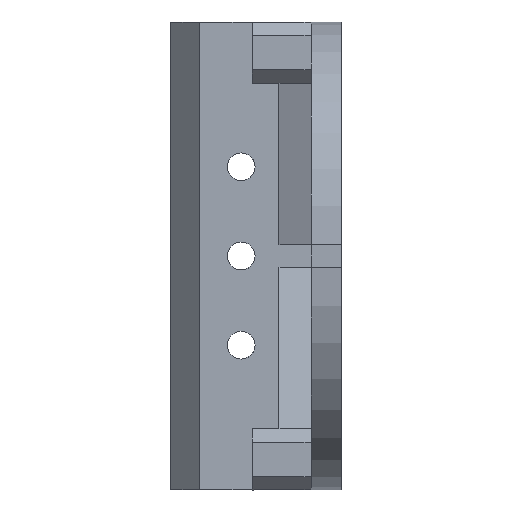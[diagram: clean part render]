
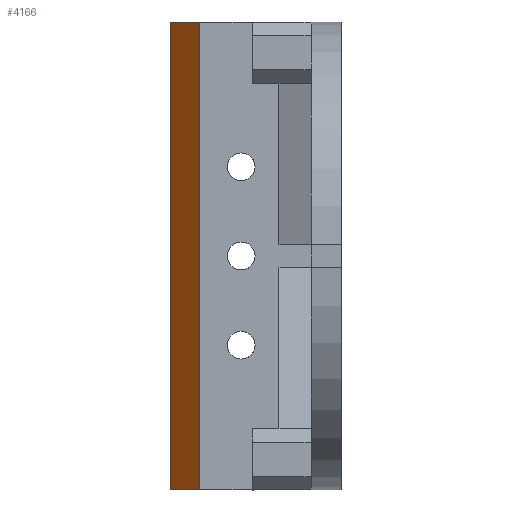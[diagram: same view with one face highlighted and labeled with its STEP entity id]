
A CAD part, front view. The second image highlights one B-rep face of the part: STEP entity #4166.
In plain terms, the highlighted planar face has unit normal (-0.707, -0.707, 0).
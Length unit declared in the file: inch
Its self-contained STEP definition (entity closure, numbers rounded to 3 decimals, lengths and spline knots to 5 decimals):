
#76 = ORIENTED_EDGE ( 'NONE', *, *, #820, .F. ) ;
#183 = EDGE_CURVE ( 'NONE', #3115, #1565, #2180, .T. ) ;
#222 = CARTESIAN_POINT ( 'NONE',  ( -0.233, -0.5625, -0.5 ) ) ;
#436 = DIRECTION ( 'NONE',  ( -0.707, 0.707, 0. ) ) ;
#548 = ORIENTED_EDGE ( 'NONE', *, *, #3412, .T. ) ;
#820 = EDGE_CURVE ( 'NONE', #3728, #2679, #4097, .T. ) ;
#845 = EDGE_LOOP ( 'NONE', ( #76, #2546, #1955, #548 ) ) ;
#1096 = CARTESIAN_POINT ( 'NONE',  ( -0.3955, -0.4, 2.125 ) ) ;
#1105 = DIRECTION ( 'NONE',  ( -0.707, -0.707, 0. ) ) ;
#1122 = DIRECTION ( 'NONE',  ( 0.707, -0.707, 0. ) ) ;
#1205 = DIRECTION ( 'NONE',  ( 0., 0., -1. ) ) ;
#1486 = EDGE_CURVE ( 'NONE', #1565, #3728, #2069, .T. ) ;
#1565 = VERTEX_POINT ( 'NONE', #222 ) ;
#1683 = CARTESIAN_POINT ( 'NONE',  ( -0.233, -0.5625, -0.5 ) ) ;
#1706 = CARTESIAN_POINT ( 'NONE',  ( -0.233, -0.5625, 2.125 ) ) ;
#1731 = CARTESIAN_POINT ( 'NONE',  ( -0.233, -0.5625, 1.62504 ) ) ;
#1774 = VECTOR ( 'NONE', #4044, 39.37008 ) ;
#1916 = AXIS2_PLACEMENT_3D ( 'NONE', #1731, #1105, #1122 ) ;
#1955 = ORIENTED_EDGE ( 'NONE', *, *, #183, .F. ) ;
#2014 = CARTESIAN_POINT ( 'NONE',  ( -0.233, -0.5625, 2.125 ) ) ;
#2069 = LINE ( 'NONE', #1683, #2593 ) ;
#2180 = LINE ( 'NONE', #4133, #3087 ) ;
#2399 = CARTESIAN_POINT ( 'NONE',  ( -0.3955, -0.4, -0.5 ) ) ;
#2546 = ORIENTED_EDGE ( 'NONE', *, *, #1486, .F. ) ;
#2593 = VECTOR ( 'NONE', #436, 39.37008 ) ;
#2679 = VERTEX_POINT ( 'NONE', #1096 ) ;
#2715 = FACE_OUTER_BOUND ( 'NONE', #845, .T. ) ;
#2733 = LINE ( 'NONE', #1706, #1774 ) ;
#3087 = VECTOR ( 'NONE', #1205, 39.37008 ) ;
#3115 = VERTEX_POINT ( 'NONE', #2014 ) ;
#3412 = EDGE_CURVE ( 'NONE', #3115, #2679, #2733, .T. ) ;
#3681 = VECTOR ( 'NONE', #3837, 39.37008 ) ;
#3728 = VERTEX_POINT ( 'NONE', #2399 ) ;
#3837 = DIRECTION ( 'NONE',  ( 0., 0., 1. ) ) ;
#4044 = DIRECTION ( 'NONE',  ( -0.707, 0.707, 0. ) ) ;
#4065 = PLANE ( 'NONE',  #1916 ) ;
#4097 = LINE ( 'NONE', #4183, #3681 ) ;
#4133 = CARTESIAN_POINT ( 'NONE',  ( -0.233, -0.5625, 1.62504 ) ) ;
#4166 = ADVANCED_FACE ( 'NONE', ( #2715 ), #4065, .T. ) ;
#4183 = CARTESIAN_POINT ( 'NONE',  ( -0.3955, -0.4, 1.62504 ) ) ;
